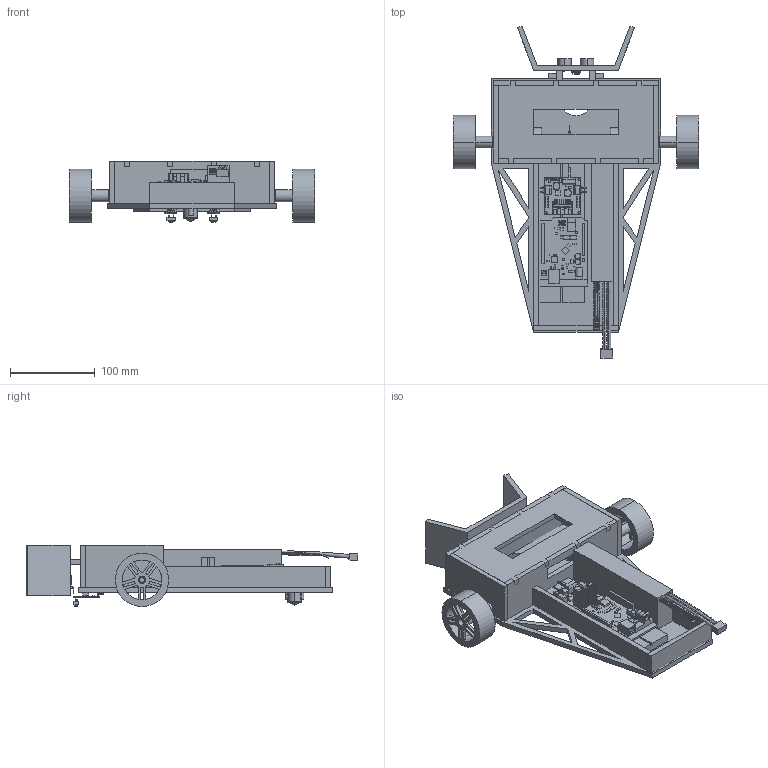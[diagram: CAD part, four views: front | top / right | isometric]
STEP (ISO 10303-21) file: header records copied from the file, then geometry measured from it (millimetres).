
FILE_DESCRIPTION (( 'STEP AP214' ), '1' );
FILE_NAME ('design_functional.STEP', '2022-06-18T12:52:17', ( '' ), ( '' ), 'SwSTEP 2.0', 'SolidWorks 2021', '' );
FILE_SCHEMA (( 'AUTOMOTIVE_DESIGN' ));
Length unit declared in the file: millimetre
Products named in the file (21): front-wheel.stp_晦獄; wheel-basic.step_晦獄; design_functional; sideWall x2_晦獄; lipo-battery.stp_晦獄; Grabber_晦獄; motor.step_晦獄; topCover_晦獄; backWall_晦獄; bottom_晦獄; midWall_2 x2_晦獄; midWall_晦獄; ultrasonic-sensor.step_晦獄; frontWall_晦獄; breadboard.step_晦獄; infrared-sensor.step_晦獄; motorcontroler.step_晦獄; arduino-UNO.step_晦獄
Assembly tree (22 placements, depth 2):
  design_functional
    bottom_晦獄
    frontWall_晦獄
    sideWall x2_晦獄  x2
    midWall_晦獄
    midWall_2 x2_晦獄  x2
    backWall_晦獄
    motor.step_晦獄
    motor.step_晦獄
    breadboard.step_晦獄
    lipo-battery.stp_晦獄
    motorcontroler.step_晦獄
    arduino-UNO.step_晦獄
    front-wheel.stp_晦獄
    wheel-basic.step_晦獄
    wheel-basic.step_晦獄
    infrared-sensor.step_晦獄
    ultrasonic-sensor.step_晦獄
    infrared-sensor.step_晦獄
    Grabber_晦獄
    topCover_晦獄
Bounding box: 290.8 x 392.49 x 72.75 mm (x, y, z)
Volume: 1141747.2 mm3; surface area: 396870.7 mm2
Topology: 22 solids, 22 shells, 1653 faces, 4204 edges, 2741 vertices
Faces by surface type: plane 1462, cylinder 159, bspline 22, torus 10
Entity records: 51152 total; most frequent: CARTESIAN_POINT 10927, ORIENTED_EDGE 8200, DIRECTION 7594, EDGE_CURVE 4100, VECTOR 3610, LINE 3610, VERTEX_POINT 2673, AXIS2_PLACEMENT_3D 1992
